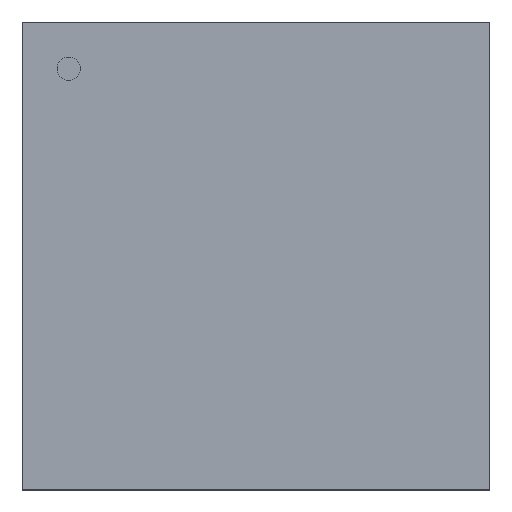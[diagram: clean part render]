
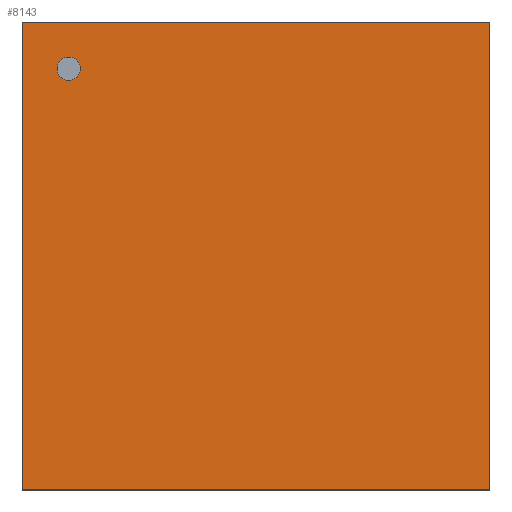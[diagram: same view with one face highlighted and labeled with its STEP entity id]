
A CAD part, top view. The second image highlights one B-rep face of the part: STEP entity #8143.
In plain terms, the highlighted planar face has unit normal (0, 0, 1).
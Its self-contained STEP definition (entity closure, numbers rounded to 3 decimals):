
#7919=CARTESIAN_POINT('',(9.5,-9.5,1.5));
#7918=VERTEX_POINT('',#7919);
#7929=CARTESIAN_POINT('',(-9.5,-9.5,1.5));
#7928=VERTEX_POINT('',#7929);
#7927=EDGE_CURVE('',#7928,#7918,#7932,.T.);
#7932=LINE('',#7929,#7934);
#7934=VECTOR('',#7935,19.);
#7935=DIRECTION('',(1.0,0.0,0.0));
#7968=CARTESIAN_POINT('',(9.5,9.5,1.5));
#7967=VERTEX_POINT('',#7968);
#7976=EDGE_CURVE('',#7918,#7967,#7981,.T.);
#7981=LINE('',#7919,#7983);
#7983=VECTOR('',#7984,19.);
#7984=DIRECTION('',(0.0,1.0,0.0));
#8017=CARTESIAN_POINT('',(-9.5,9.5,1.5));
#8016=VERTEX_POINT('',#8017);
#8025=EDGE_CURVE('',#7967,#8016,#8030,.T.);
#8030=LINE('',#7968,#8032);
#8032=VECTOR('',#8033,19.);
#8033=DIRECTION('',(-1.0,0.0,0.0));
#8074=EDGE_CURVE('',#8016,#7928,#8079,.T.);
#8079=LINE('',#8017,#8081);
#8081=VECTOR('',#8082,19.);
#8082=DIRECTION('',(0.0,-1.0,0.0));
#8143=ADVANCED_FACE('',(#8149),#8144,.T.);
#8144=PLANE('',#8145);
#8145=AXIS2_PLACEMENT_3D('',#8146,#8147,#8148);
#8146=CARTESIAN_POINT('',(-9.5,-9.5,1.5));
#8147=DIRECTION('',(0.0,0.0,1.0));
#8148=DIRECTION('',(0.,1.,0.));
#8149=FACE_OUTER_BOUND('',#8150,.T.);
#8150=EDGE_LOOP('',(#8151,#8161,#8171,#8181));
#8151=ORIENTED_EDGE('',*,*,#7927,.T.);
#8161=ORIENTED_EDGE('',*,*,#7976,.T.);
#8171=ORIENTED_EDGE('',*,*,#8025,.T.);
#8181=ORIENTED_EDGE('',*,*,#8074,.T.);
